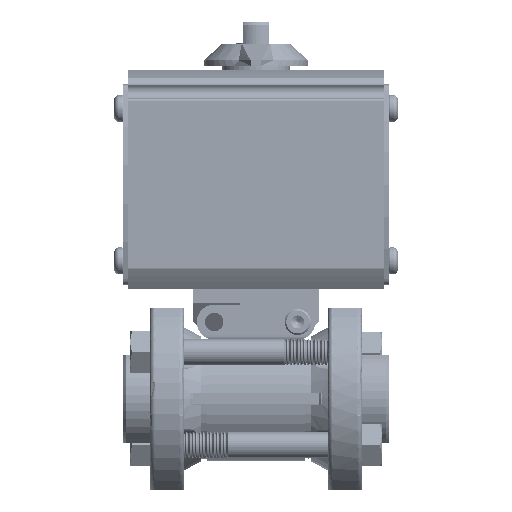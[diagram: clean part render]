
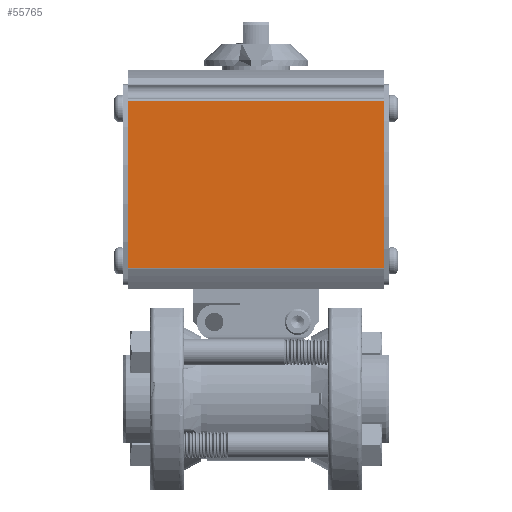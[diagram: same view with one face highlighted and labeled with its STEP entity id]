
A CAD part, top view. The second image highlights one B-rep face of the part: STEP entity #55765.
In plain terms, the highlighted planar face has unit normal (0, 0, 1).
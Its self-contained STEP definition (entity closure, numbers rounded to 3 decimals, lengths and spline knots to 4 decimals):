
#2167 = LINE ( 'NONE', #123621, #76464 ) ;
#5106 = LINE ( 'NONE', #77641, #82351 ) ;
#7295 = DIRECTION ( 'NONE',  ( 0., 1., 0. ) ) ;
#9140 = CARTESIAN_POINT ( 'NONE',  ( -5.0403, 1.5679, 1.17 ) ) ;
#22553 = DIRECTION ( 'NONE',  ( 0., -1., 0. ) ) ;
#26421 = LINE ( 'NONE', #60629, #32426 ) ;
#26867 = EDGE_CURVE ( 'NONE', #105103, #105348, #26421, .T. ) ;
#28022 = VERTEX_POINT ( 'NONE', #43877 ) ;
#31839 = CARTESIAN_POINT ( 'NONE',  ( -5.0403, 3.5694, 1.17 ) ) ;
#32426 = VECTOR ( 'NONE', #118614, 39.3701 ) ;
#36698 = ORIENTED_EDGE ( 'NONE', *, *, #26867, .T. ) ;
#38238 = FACE_OUTER_BOUND ( 'NONE', #110796, .T. ) ;
#40880 = DIRECTION ( 'NONE',  ( 1., 0., 0. ) ) ;
#43877 = CARTESIAN_POINT ( 'NONE',  ( 1.5275, 1.5679, 1.17 ) ) ;
#45409 = LINE ( 'NONE', #9140, #119527 ) ;
#48390 = CARTESIAN_POINT ( 'NONE',  ( -1.5275, 3.5621, 1.17 ) ) ;
#51279 = PLANE ( 'NONE',  #85095 ) ;
#54250 = EDGE_CURVE ( 'NONE', #105103, #28022, #5106, .T. ) ;
#54369 = CARTESIAN_POINT ( 'NONE',  ( -1.5275, 1.5679, 1.17 ) ) ;
#54820 = ORIENTED_EDGE ( 'NONE', *, *, #79972, .T. ) ;
#55552 = ORIENTED_EDGE ( 'NONE', *, *, #67126, .F. ) ;
#55765 = ADVANCED_FACE ( 'NONE', ( #38238 ), #51279, .F. ) ;
#57741 = DIRECTION ( 'NONE',  ( 0., -1., 0. ) ) ;
#60629 = CARTESIAN_POINT ( 'NONE',  ( -5.0403, 3.5621, 1.17 ) ) ;
#63616 = CARTESIAN_POINT ( 'NONE',  ( 1.5275, 3.5621, 1.17 ) ) ;
#67126 = EDGE_CURVE ( 'NONE', #90147, #105348, #2167, .T. ) ;
#76464 = VECTOR ( 'NONE', #7295, 39.3701 ) ;
#77641 = CARTESIAN_POINT ( 'NONE',  ( 1.5275, 3.5694, 1.17 ) ) ;
#79972 = EDGE_CURVE ( 'NONE', #90147, #28022, #45409, .T. ) ;
#80492 = DIRECTION ( 'NONE',  ( 0., 0., -1. ) ) ;
#82351 = VECTOR ( 'NONE', #57741, 39.3701 ) ;
#85095 = AXIS2_PLACEMENT_3D ( 'NONE', #31839, #80492, #22553 ) ;
#90147 = VERTEX_POINT ( 'NONE', #54369 ) ;
#105103 = VERTEX_POINT ( 'NONE', #63616 ) ;
#105348 = VERTEX_POINT ( 'NONE', #48390 ) ;
#109039 = ORIENTED_EDGE ( 'NONE', *, *, #54250, .F. ) ;
#110796 = EDGE_LOOP ( 'NONE', ( #109039, #36698, #55552, #54820 ) ) ;
#118614 = DIRECTION ( 'NONE',  ( -1., 0., 0. ) ) ;
#119527 = VECTOR ( 'NONE', #40880, 39.3701 ) ;
#123621 = CARTESIAN_POINT ( 'NONE',  ( -1.5275, 3.5694, 1.17 ) ) ;
